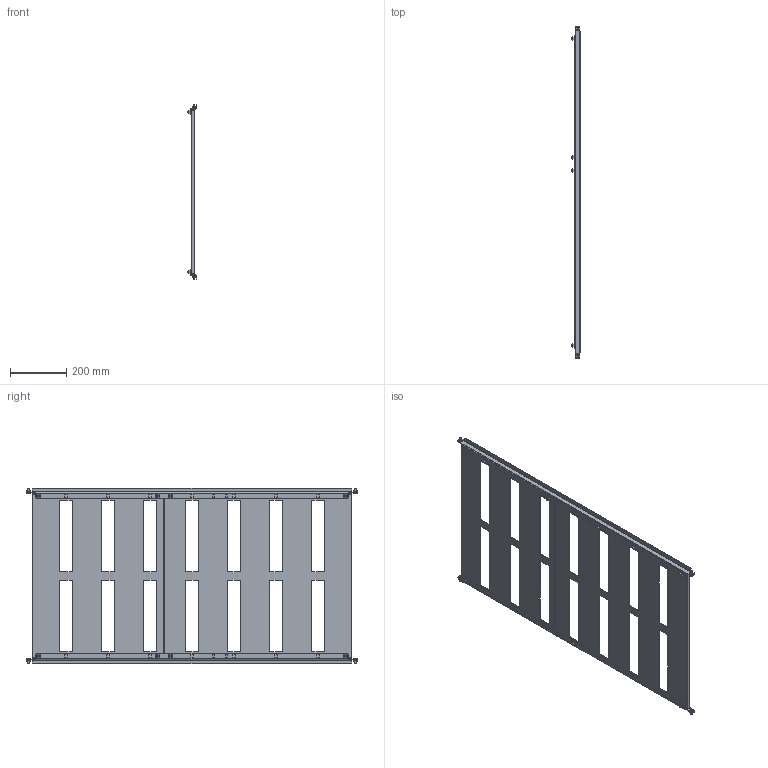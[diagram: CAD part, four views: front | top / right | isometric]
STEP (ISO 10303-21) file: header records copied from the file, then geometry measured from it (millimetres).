
FILE_DESCRIPTION (( 'STEP AP214' ), '1' );
FILE_NAME ('Ôàëüøïàíåëü íà 196 ìîäóëåé äëÿ 120.65.27 Ãðàíèò EKF PROxima.STEP', '2022-06-28T07:27:12', ( '' ), ( '' ), 'SwSTEP 2.0', 'SolidWorks 2021', '' );
FILE_SCHEMA (( 'AUTOMOTIVE_DESIGN' ));
Length unit declared in the file: millimetre
Products named in the file (6): pan head cross recess screw_din_DIN EN ISO 7045 - M6 x 16 - Z - 16N; ﾌﾈ-2457.06.00.001 ﾍ瑜粱 1200; Ãàéêà êóçîâíàÿ Ì6; ÌÈ-2457.07.00.002 Ôàëüøïàíåëü; ÌÈ-2457.07.00.001 Ôàëüøïàíåëü; Ôàëüøïàíåëü íà 196 ìîäóëåé äëÿ 120.65.27 Ãðàíèò EKF PROxima
Assembly tree (28 placements, depth 2):
  Ôàëüøïàíåëü íà 196 ìîäóëåé äëÿ 120.65.27 Ãðàíèò EKF PROxima
    ÌÈ-2457.07.00.002 Ôàëüøïàíåëü
    ﾌﾈ-2457.06.00.001 ﾍ瑜粱 1200  x2
    Ãàéêà êóçîâíàÿ Ì6  x12
    pan head cross recess screw_din_DIN EN ISO 7045 - M6 x 16 - Z - 16N  x12
    ÌÈ-2457.07.00.001 Ôàëüøïàíåëü
Bounding box: 35.5 x 1183 x 627 mm (x, y, z)
Volume: 822057.7 mm3; surface area: 1403753.1 mm2
Topology: 28 solids, 28 shells, 1164 faces, 3044 edges, 1924 vertices
Faces by surface type: plane 748, cylinder 256, cone 72, torus 48, sphere 24, bspline 16
Entity records: 10470 total; most frequent: CARTESIAN_POINT 2574, ORIENTED_EDGE 1588, DIRECTION 1468, EDGE_CURVE 794, LINE 634, VECTOR 634, VERTEX_POINT 499, AXIS2_PLACEMENT_3D 417
